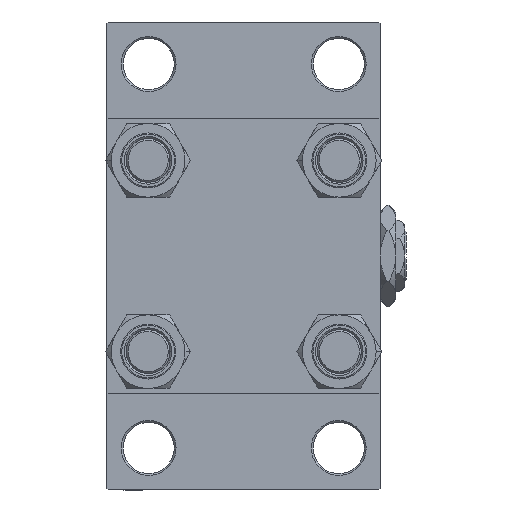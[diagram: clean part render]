
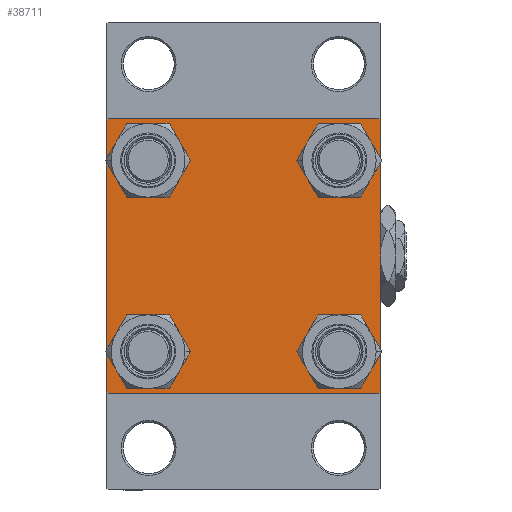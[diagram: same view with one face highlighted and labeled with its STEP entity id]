
A CAD part, left-side view. The second image highlights one B-rep face of the part: STEP entity #38711.
In plain terms, the highlighted planar face has unit normal (-1, 0, 0).
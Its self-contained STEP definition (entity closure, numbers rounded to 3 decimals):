
#236 = VERTEX_POINT ( 'NONE', #33388 ) ;
#1150 = VERTEX_POINT ( 'NONE', #23155 ) ;
#1273 = EDGE_CURVE ( 'NONE', #13894, #27874, #15987, .T. ) ;
#1369 = LINE ( 'NONE', #35886, #34030 ) ;
#1698 = CARTESIAN_POINT ( 'NONE',  ( 0., 26.15, 26.15 ) ) ;
#2348 = VERTEX_POINT ( 'NONE', #35504 ) ;
#2674 = VECTOR ( 'NONE', #10330, 1000. ) ;
#2998 = DIRECTION ( 'NONE',  ( 0., 0., 1. ) ) ;
#3056 = CARTESIAN_POINT ( 'NONE',  ( 0., 37.5, -37.5 ) ) ;
#3215 = CARTESIAN_POINT ( 'NONE',  ( 0., -37.5, 37. ) ) ;
#3396 = CIRCLE ( 'NONE', #32915, 6.5 ) ;
#3548 = CARTESIAN_POINT ( 'NONE',  ( 0., 37., 37.5 ) ) ;
#3579 = EDGE_LOOP ( 'NONE', ( #43650, #40757 ) ) ;
#3713 = CIRCLE ( 'NONE', #4489, 6.5 ) ;
#3750 = DIRECTION ( 'NONE',  ( 0., 0.707, 0.707 ) ) ;
#3954 = VECTOR ( 'NONE', #9797, 1000. ) ;
#4029 = CARTESIAN_POINT ( 'NONE',  ( 0., -26.15, 19.65 ) ) ;
#4489 = AXIS2_PLACEMENT_3D ( 'NONE', #29055, #33541, #28805 ) ;
#5174 = PLANE ( 'NONE',  #35955 ) ;
#5347 = CARTESIAN_POINT ( 'NONE',  ( 0., -37.25, -37.25 ) ) ;
#6346 = DIRECTION ( 'NONE',  ( 0., 0., 1. ) ) ;
#6775 = CARTESIAN_POINT ( 'NONE',  ( 0., 26.15, -26.15 ) ) ;
#7090 = ORIENTED_EDGE ( 'NONE', *, *, #14459, .T. ) ;
#7502 = LINE ( 'NONE', #46266, #23876 ) ;
#7934 = DIRECTION ( 'NONE',  ( 0., 0., 1. ) ) ;
#8336 = CARTESIAN_POINT ( 'NONE',  ( 0., 26.15, -32.65 ) ) ;
#8368 = VERTEX_POINT ( 'NONE', #29908 ) ;
#8992 = EDGE_CURVE ( 'NONE', #28523, #236, #24795, .T. ) ;
#9165 = ORIENTED_EDGE ( 'NONE', *, *, #1273, .T. ) ;
#9410 = VERTEX_POINT ( 'NONE', #40219 ) ;
#9743 = DIRECTION ( 'NONE',  ( 0., 0., 1. ) ) ;
#9797 = DIRECTION ( 'NONE',  ( 0., -1., 0. ) ) ;
#9956 = ORIENTED_EDGE ( 'NONE', *, *, #21012, .T. ) ;
#10052 = DIRECTION ( 'NONE',  ( 0., 0.707, -0.707 ) ) ;
#10330 = DIRECTION ( 'NONE',  ( 0., -1., 0. ) ) ;
#11337 = DIRECTION ( 'NONE',  ( 1., 0., 0. ) ) ;
#11688 = FACE_BOUND ( 'NONE', #36306, .T. ) ;
#11920 = EDGE_CURVE ( 'NONE', #48492, #8368, #37331, .T. ) ;
#12733 = VERTEX_POINT ( 'NONE', #15405 ) ;
#13291 = ORIENTED_EDGE ( 'NONE', *, *, #44041, .T. ) ;
#13894 = VERTEX_POINT ( 'NONE', #8336 ) ;
#14459 = EDGE_CURVE ( 'NONE', #12733, #16531, #44350, .T. ) ;
#14959 = ORIENTED_EDGE ( 'NONE', *, *, #8992, .T. ) ;
#15297 = EDGE_CURVE ( 'NONE', #15878, #9410, #15624, .T. ) ;
#15405 = CARTESIAN_POINT ( 'NONE',  ( 0., 26.15, 19.65 ) ) ;
#15487 = DIRECTION ( 'NONE',  ( 1., 0., 0. ) ) ;
#15624 = LINE ( 'NONE', #22635, #37993 ) ;
#15878 = VERTEX_POINT ( 'NONE', #3215 ) ;
#15987 = CIRCLE ( 'NONE', #21594, 6.5 ) ;
#16226 = EDGE_LOOP ( 'NONE', ( #33397, #7090 ) ) ;
#16420 = FACE_BOUND ( 'NONE', #3579, .T. ) ;
#16531 = VERTEX_POINT ( 'NONE', #22829 ) ;
#16995 = DIRECTION ( 'NONE',  ( 1., 0., 0. ) ) ;
#18044 = EDGE_CURVE ( 'NONE', #2348, #39847, #3713, .T. ) ;
#19062 = VERTEX_POINT ( 'NONE', #4029 ) ;
#19324 = ORIENTED_EDGE ( 'NONE', *, *, #25885, .T. ) ;
#20533 = CARTESIAN_POINT ( 'NONE',  ( 0., -26.15, 26.15 ) ) ;
#20597 = AXIS2_PLACEMENT_3D ( 'NONE', #20533, #35792, #36287 ) ;
#21012 = EDGE_CURVE ( 'NONE', #32678, #48492, #47820, .T. ) ;
#21294 = VERTEX_POINT ( 'NONE', #28983 ) ;
#21594 = AXIS2_PLACEMENT_3D ( 'NONE', #6775, #30025, #37283 ) ;
#21929 = CARTESIAN_POINT ( 'NONE',  ( 0., 26.15, -19.65 ) ) ;
#22054 = CARTESIAN_POINT ( 'NONE',  ( 0., 37.5, -37. ) ) ;
#22635 = CARTESIAN_POINT ( 'NONE',  ( 0., -37.5, 37.5 ) ) ;
#22829 = CARTESIAN_POINT ( 'NONE',  ( 0., 26.15, 32.65 ) ) ;
#23155 = CARTESIAN_POINT ( 'NONE',  ( 0., -37., 37.5 ) ) ;
#23367 = CARTESIAN_POINT ( 'NONE',  ( 0., -26.15, -32.65 ) ) ;
#23417 = FACE_BOUND ( 'NONE', #16226, .T. ) ;
#23552 = VECTOR ( 'NONE', #47334, 1000. ) ;
#23876 = VECTOR ( 'NONE', #3750, 1000. ) ;
#24166 = CARTESIAN_POINT ( 'NONE',  ( 0., 0., 0. ) ) ;
#24402 = CARTESIAN_POINT ( 'NONE',  ( 0., -26.15, 26.15 ) ) ;
#24795 = LINE ( 'NONE', #36308, #29087 ) ;
#25885 = EDGE_CURVE ( 'NONE', #236, #32678, #1369, .T. ) ;
#26004 = CARTESIAN_POINT ( 'NONE',  ( 0., -26.15, -26.15 ) ) ;
#26951 = AXIS2_PLACEMENT_3D ( 'NONE', #24402, #35666, #42946 ) ;
#27056 = ORIENTED_EDGE ( 'NONE', *, *, #18044, .T. ) ;
#27487 = AXIS2_PLACEMENT_3D ( 'NONE', #48620, #11337, #6346 ) ;
#27665 = FACE_OUTER_BOUND ( 'NONE', #29878, .T. ) ;
#27787 = CARTESIAN_POINT ( 'NONE',  ( 0., 37.25, -37.25 ) ) ;
#27874 = VERTEX_POINT ( 'NONE', #21929 ) ;
#28240 = CARTESIAN_POINT ( 'NONE',  ( 0., 26.15, -26.15 ) ) ;
#28336 = LINE ( 'NONE', #5347, #36634 ) ;
#28523 = VERTEX_POINT ( 'NONE', #3548 ) ;
#28805 = DIRECTION ( 'NONE',  ( 0., 0., 1. ) ) ;
#28903 = ORIENTED_EDGE ( 'NONE', *, *, #15297, .F. ) ;
#28983 = CARTESIAN_POINT ( 'NONE',  ( 0., -26.15, 32.65 ) ) ;
#29055 = CARTESIAN_POINT ( 'NONE',  ( 0., -26.15, -26.15 ) ) ;
#29087 = VECTOR ( 'NONE', #10052, 1000. ) ;
#29128 = AXIS2_PLACEMENT_3D ( 'NONE', #1698, #31715, #35214 ) ;
#29760 = EDGE_CURVE ( 'NONE', #21294, #19062, #48547, .T. ) ;
#29878 = EDGE_LOOP ( 'NONE', ( #19324, #9956, #32408, #33530, #28903, #45955, #39722, #14959 ) ) ;
#29908 = CARTESIAN_POINT ( 'NONE',  ( 0., -37., -37.5 ) ) ;
#30025 = DIRECTION ( 'NONE',  ( 1., 0., 0. ) ) ;
#30139 = CARTESIAN_POINT ( 'NONE',  ( 0., 37., -37.5 ) ) ;
#30411 = EDGE_CURVE ( 'NONE', #19062, #21294, #36566, .T. ) ;
#31592 = EDGE_CURVE ( 'NONE', #27874, #13894, #47009, .T. ) ;
#31715 = DIRECTION ( 'NONE',  ( 1., 0., 0. ) ) ;
#32408 = ORIENTED_EDGE ( 'NONE', *, *, #11920, .T. ) ;
#32463 = EDGE_CURVE ( 'NONE', #8368, #9410, #28336, .T. ) ;
#32678 = VERTEX_POINT ( 'NONE', #22054 ) ;
#32915 = AXIS2_PLACEMENT_3D ( 'NONE', #26004, #15487, #2998 ) ;
#33381 = ORIENTED_EDGE ( 'NONE', *, *, #31592, .T. ) ;
#33388 = CARTESIAN_POINT ( 'NONE',  ( 0., 37.5, 37. ) ) ;
#33397 = ORIENTED_EDGE ( 'NONE', *, *, #45738, .T. ) ;
#33530 = ORIENTED_EDGE ( 'NONE', *, *, #32463, .T. ) ;
#33541 = DIRECTION ( 'NONE',  ( 1., 0., 0. ) ) ;
#33907 = EDGE_CURVE ( 'NONE', #15878, #1150, #7502, .T. ) ;
#34030 = VECTOR ( 'NONE', #43667, 1000. ) ;
#35214 = DIRECTION ( 'NONE',  ( 0., 0., 1. ) ) ;
#35504 = CARTESIAN_POINT ( 'NONE',  ( 0., -26.15, -19.65 ) ) ;
#35666 = DIRECTION ( 'NONE',  ( 1., 0., 0. ) ) ;
#35792 = DIRECTION ( 'NONE',  ( 1., 0., 0. ) ) ;
#35886 = CARTESIAN_POINT ( 'NONE',  ( 0., 37.5, 37.5 ) ) ;
#35955 = AXIS2_PLACEMENT_3D ( 'NONE', #24166, #39443, #7934 ) ;
#36049 = CARTESIAN_POINT ( 'NONE',  ( 0., 37.5, 37.5 ) ) ;
#36287 = DIRECTION ( 'NONE',  ( 0., 0., 1. ) ) ;
#36306 = EDGE_LOOP ( 'NONE', ( #33381, #9165 ) ) ;
#36308 = CARTESIAN_POINT ( 'NONE',  ( 0., 37.25, 37.25 ) ) ;
#36566 = CIRCLE ( 'NONE', #20597, 6.5 ) ;
#36634 = VECTOR ( 'NONE', #47374, 1000. ) ;
#37283 = DIRECTION ( 'NONE',  ( 0., 0., 1. ) ) ;
#37331 = LINE ( 'NONE', #3056, #2674 ) ;
#37993 = VECTOR ( 'NONE', #38884, 1000. ) ;
#38711 = ADVANCED_FACE ( 'NONE', ( #16420, #45967, #11688, #23417, #27665 ), #5174, .T. ) ;
#38884 = DIRECTION ( 'NONE',  ( 0., 0., -1. ) ) ;
#39443 = DIRECTION ( 'NONE',  ( -1., 0., 0. ) ) ;
#39722 = ORIENTED_EDGE ( 'NONE', *, *, #49440, .F. ) ;
#39847 = VERTEX_POINT ( 'NONE', #23367 ) ;
#40219 = CARTESIAN_POINT ( 'NONE',  ( 0., -37.5, -37. ) ) ;
#40310 = LINE ( 'NONE', #36049, #3954 ) ;
#40757 = ORIENTED_EDGE ( 'NONE', *, *, #30411, .T. ) ;
#41916 = CIRCLE ( 'NONE', #27487, 6.5 ) ;
#42946 = DIRECTION ( 'NONE',  ( 0., 0., 1. ) ) ;
#43650 = ORIENTED_EDGE ( 'NONE', *, *, #29760, .T. ) ;
#43667 = DIRECTION ( 'NONE',  ( 0., 0., -1. ) ) ;
#44041 = EDGE_CURVE ( 'NONE', #39847, #2348, #3396, .T. ) ;
#44350 = CIRCLE ( 'NONE', #29128, 6.5 ) ;
#44423 = EDGE_LOOP ( 'NONE', ( #27056, #13291 ) ) ;
#44615 = AXIS2_PLACEMENT_3D ( 'NONE', #28240, #16995, #9743 ) ;
#45738 = EDGE_CURVE ( 'NONE', #16531, #12733, #41916, .T. ) ;
#45955 = ORIENTED_EDGE ( 'NONE', *, *, #33907, .T. ) ;
#45967 = FACE_BOUND ( 'NONE', #44423, .T. ) ;
#46266 = CARTESIAN_POINT ( 'NONE',  ( 0., -37.25, 37.25 ) ) ;
#47009 = CIRCLE ( 'NONE', #44615, 6.5 ) ;
#47334 = DIRECTION ( 'NONE',  ( 0., -0.707, -0.707 ) ) ;
#47374 = DIRECTION ( 'NONE',  ( 0., -0.707, 0.707 ) ) ;
#47820 = LINE ( 'NONE', #27787, #23552 ) ;
#48492 = VERTEX_POINT ( 'NONE', #30139 ) ;
#48547 = CIRCLE ( 'NONE', #26951, 6.5 ) ;
#48620 = CARTESIAN_POINT ( 'NONE',  ( 0., 26.15, 26.15 ) ) ;
#49440 = EDGE_CURVE ( 'NONE', #28523, #1150, #40310, .T. ) ;
